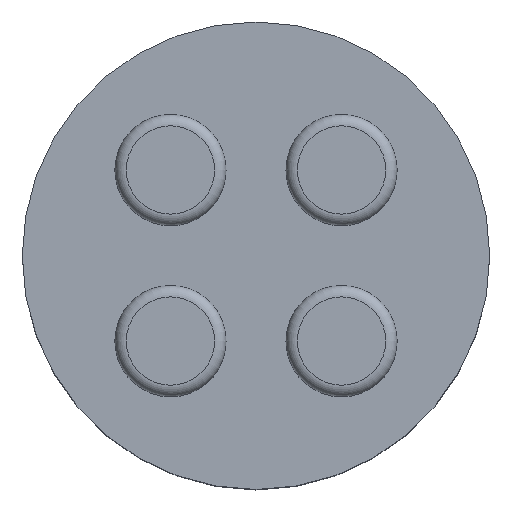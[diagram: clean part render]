
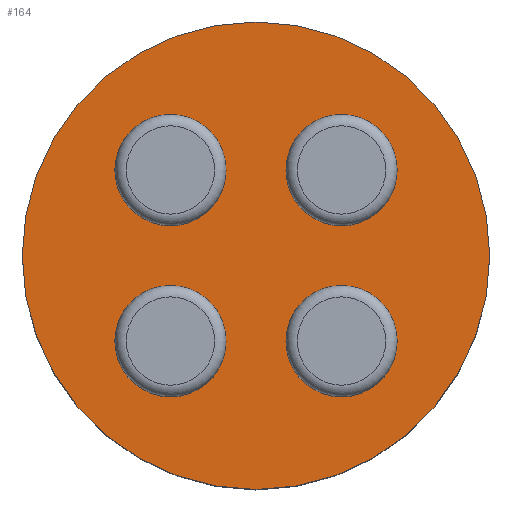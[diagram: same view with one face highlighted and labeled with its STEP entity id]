
A CAD part, top view. The second image highlights one B-rep face of the part: STEP entity #164.
In plain terms, the highlighted planar face has unit normal (0, 0, 1).
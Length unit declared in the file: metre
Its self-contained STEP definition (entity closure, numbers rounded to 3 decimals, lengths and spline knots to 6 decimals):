
#17=PLANE('',#195);
#25=ORIENTED_EDGE('',*,*,#55,.F.);
#26=ORIENTED_EDGE('',*,*,#56,.F.);
#27=ORIENTED_EDGE('',*,*,#57,.F.);
#28=ORIENTED_EDGE('',*,*,#58,.F.);
#29=ORIENTED_EDGE('',*,*,#54,.T.);
#54=EDGE_CURVE('',#69,#69,#84,.T.);
#55=EDGE_CURVE('',#70,#70,#85,.T.);
#56=EDGE_CURVE('',#71,#71,#86,.T.);
#57=EDGE_CURVE('',#72,#72,#87,.T.);
#58=EDGE_CURVE('',#73,#73,#88,.T.);
#69=VERTEX_POINT('',#292);
#70=VERTEX_POINT('',#295);
#71=VERTEX_POINT('',#297);
#72=VERTEX_POINT('',#299);
#73=VERTEX_POINT('',#301);
#84=CIRCLE('',#194,0.041);
#85=CIRCLE('',#196,0.00975);
#86=CIRCLE('',#197,0.00975);
#87=CIRCLE('',#198,0.00975);
#88=CIRCLE('',#199,0.00975);
#100=EDGE_LOOP('',(#25));
#101=EDGE_LOOP('',(#26));
#102=EDGE_LOOP('',(#27));
#103=EDGE_LOOP('',(#28));
#104=EDGE_LOOP('',(#29));
#130=FACE_BOUND('',#100,.T.);
#131=FACE_BOUND('',#101,.T.);
#132=FACE_BOUND('',#102,.T.);
#133=FACE_BOUND('',#103,.T.);
#134=FACE_BOUND('',#104,.T.);
#164=ADVANCED_FACE('',(#130,#131,#132,#133,#134),#17,.T.);
#194=AXIS2_PLACEMENT_3D('',#291,#229,#230);
#195=AXIS2_PLACEMENT_3D('',#293,#231,#232);
#196=AXIS2_PLACEMENT_3D('',#294,#233,#234);
#197=AXIS2_PLACEMENT_3D('',#296,#235,#236);
#198=AXIS2_PLACEMENT_3D('',#298,#237,#238);
#199=AXIS2_PLACEMENT_3D('',#300,#239,#240);
#229=DIRECTION('',(0.,0.,1.));
#230=DIRECTION('',(1.,0.,0.));
#231=DIRECTION('',(0.,0.,1.));
#232=DIRECTION('',(1.,0.,0.));
#233=DIRECTION('',(0.,0.,1.));
#234=DIRECTION('',(1.,0.,0.));
#235=DIRECTION('',(0.,0.,1.));
#236=DIRECTION('',(1.,0.,0.));
#237=DIRECTION('',(0.,0.,1.));
#238=DIRECTION('',(1.,0.,0.));
#239=DIRECTION('',(0.,0.,1.));
#240=DIRECTION('',(1.,0.,0.));
#291=CARTESIAN_POINT('',(0.,0.,0.05));
#292=CARTESIAN_POINT('',(0.041,0.,0.05));
#293=CARTESIAN_POINT('',(0.,0.,0.05));
#294=CARTESIAN_POINT('',(-0.015,-0.015,0.05));
#295=CARTESIAN_POINT('',(-0.00525,-0.015,0.05));
#296=CARTESIAN_POINT('',(0.015,-0.015,0.05));
#297=CARTESIAN_POINT('',(0.02475,-0.015,0.05));
#298=CARTESIAN_POINT('',(-0.015,0.015,0.05));
#299=CARTESIAN_POINT('',(-0.00525,0.015,0.05));
#300=CARTESIAN_POINT('',(0.015,0.015,0.05));
#301=CARTESIAN_POINT('',(0.02475,0.015,0.05));
